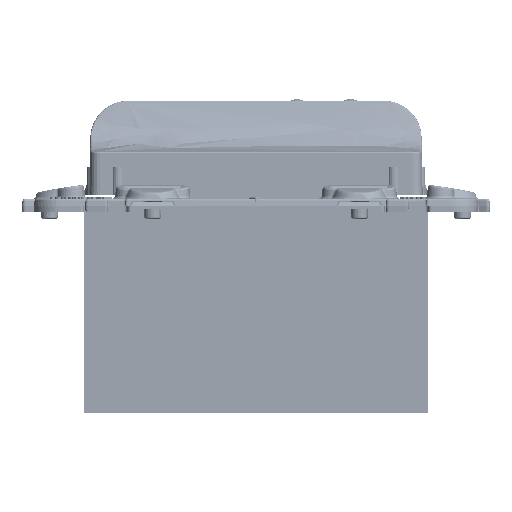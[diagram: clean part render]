
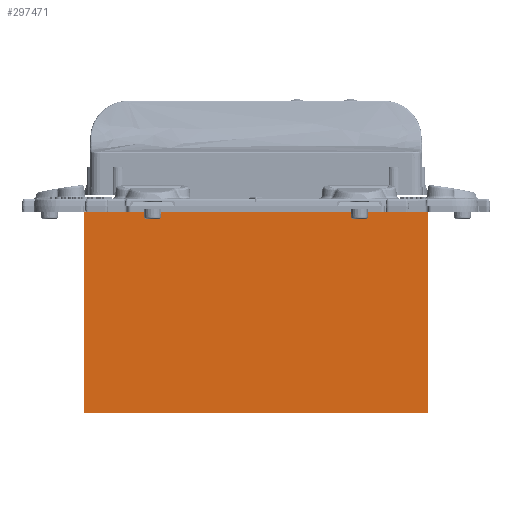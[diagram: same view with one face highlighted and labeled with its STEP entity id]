
A CAD part, left-side view. The second image highlights one B-rep face of the part: STEP entity #297471.
In plain terms, the highlighted planar face has unit normal (-1, 0, 0).
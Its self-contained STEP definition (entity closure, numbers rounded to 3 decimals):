
#297449=AXIS2_PLACEMENT_3D('Plane Axis2P3D',#297446,#297447,#297448) ;
#10006=CARTESIAN_POINT('Vertex',(-27.5,9.38,0.)) ;
#10027=CARTESIAN_POINT('Vertex',(-27.5,4.117,0.)) ;
#12003=CARTESIAN_POINT('Vertex',(-27.5,27.5,0.)) ;
#12006=CARTESIAN_POINT('Line Origine',(-27.5,18.44,0.)) ;
#12011=CARTESIAN_POINT('Line Origine',(-27.5,-11.692,0.)) ;
#12015=CARTESIAN_POINT('Vertex',(-27.5,-27.5,0.)) ;
#131024=CARTESIAN_POINT('Line Origine',(-27.5,6.749,0.)) ;
#297419=CARTESIAN_POINT('Vertex',(-27.5,27.5,-32.)) ;
#297422=CARTESIAN_POINT('Line Origine',(-27.5,27.5,-16.)) ;
#297446=CARTESIAN_POINT('Axis2P3D Location',(-27.5,-27.5,0.)) ;
#297451=CARTESIAN_POINT('Line Origine',(-27.5,0.,-32.)) ;
#297455=CARTESIAN_POINT('Vertex',(-27.5,-27.5,-32.)) ;
#297458=CARTESIAN_POINT('Line Origine',(-27.5,-27.5,-16.)) ;
#12007=DIRECTION('Vector Direction',(0.,1.,0.)) ;
#12012=DIRECTION('Vector Direction',(0.,1.,0.)) ;
#131025=DIRECTION('Vector Direction',(0.,1.,0.)) ;
#297423=DIRECTION('Vector Direction',(0.,0.,-1.)) ;
#297447=DIRECTION('Axis2P3D Direction',(-1.,0.,0.)) ;
#297448=DIRECTION('Axis2P3D XDirection',(0.,1.,0.)) ;
#297452=DIRECTION('Vector Direction',(0.,1.,0.)) ;
#297459=DIRECTION('Vector Direction',(0.,0.,-1.)) ;
#12008=VECTOR('Line Direction',#12007,1.) ;
#12013=VECTOR('Line Direction',#12012,1.) ;
#131026=VECTOR('Line Direction',#131025,1.) ;
#297424=VECTOR('Line Direction',#297423,1.) ;
#297453=VECTOR('Line Direction',#297452,1.) ;
#297460=VECTOR('Line Direction',#297459,1.) ;
#297464=ORIENTED_EDGE('',*,*,#297457,.T.) ;
#297465=ORIENTED_EDGE('',*,*,#297462,.F.) ;
#297466=ORIENTED_EDGE('',*,*,#12017,.F.) ;
#297467=ORIENTED_EDGE('',*,*,#131028,.F.) ;
#297468=ORIENTED_EDGE('',*,*,#12010,.F.) ;
#297469=ORIENTED_EDGE('',*,*,#297426,.T.) ;
#297471=ADVANCED_FACE('PartBody',(#297470),#297450,.T.) ;
#12010=EDGE_CURVE('',#12004,#10007,#12009,.F.) ;
#12017=EDGE_CURVE('',#10028,#12016,#12014,.F.) ;
#131028=EDGE_CURVE('',#10007,#10028,#131027,.F.) ;
#297426=EDGE_CURVE('',#12004,#297420,#297425,.T.) ;
#297457=EDGE_CURVE('',#297420,#297456,#297454,.F.) ;
#297462=EDGE_CURVE('',#12016,#297456,#297461,.T.) ;
#297463=EDGE_LOOP('',(#297464,#297465,#297466,#297467,#297468,#297469)) ;
#297470=FACE_OUTER_BOUND('',#297463,.T.) ;
#12009=LINE('Line',#12006,#12008) ;
#12014=LINE('Line',#12011,#12013) ;
#131027=LINE('Line',#131024,#131026) ;
#297425=LINE('Line',#297422,#297424) ;
#297454=LINE('Line',#297451,#297453) ;
#297461=LINE('Line',#297458,#297460) ;
#297450=PLANE('',#297449) ;
#10007=VERTEX_POINT('',#10006) ;
#10028=VERTEX_POINT('',#10027) ;
#12004=VERTEX_POINT('',#12003) ;
#12016=VERTEX_POINT('',#12015) ;
#297420=VERTEX_POINT('',#297419) ;
#297456=VERTEX_POINT('',#297455) ;
